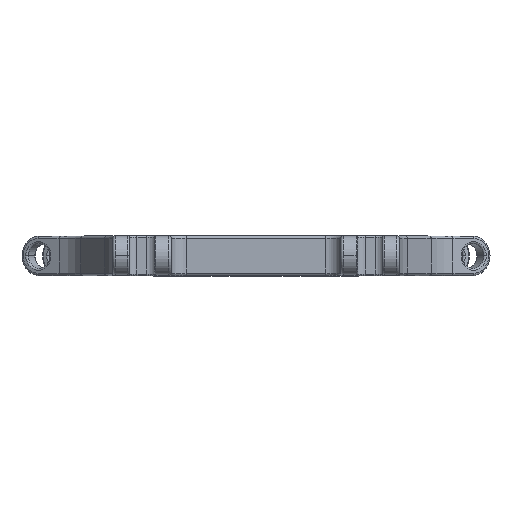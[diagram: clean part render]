
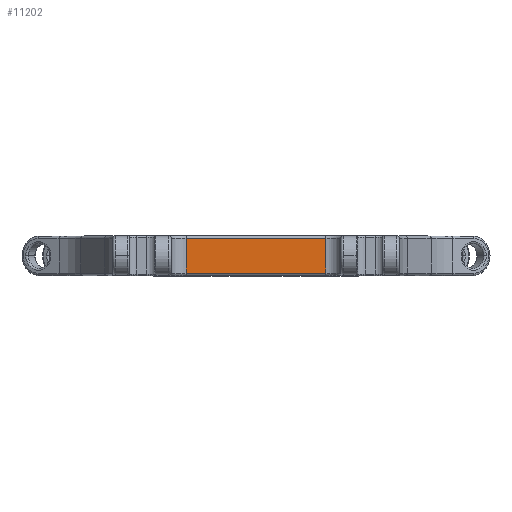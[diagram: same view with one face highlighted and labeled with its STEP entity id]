
A CAD part, top view. The second image highlights one B-rep face of the part: STEP entity #11202.
In plain terms, the highlighted planar face has unit normal (0, 0, 1).
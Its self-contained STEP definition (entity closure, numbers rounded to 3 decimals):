
#250 = LINE ( 'NONE', #11310, #8594 ) ;
#708 = ORIENTED_EDGE ( 'NONE', *, *, #8941, .T. ) ;
#862 = DIRECTION ( 'NONE',  ( -1., 0., 0. ) ) ;
#898 = PLANE ( 'NONE',  #14005 ) ;
#1337 = CARTESIAN_POINT ( 'NONE',  ( -14.1, 0.5, 26. ) ) ;
#2387 = VERTEX_POINT ( 'NONE', #4238 ) ;
#2968 = VECTOR ( 'NONE', #8559, 1000. ) ;
#3058 = VERTEX_POINT ( 'NONE', #11698 ) ;
#4238 = CARTESIAN_POINT ( 'NONE',  ( -14.1, 7.5, 26. ) ) ;
#4260 = DIRECTION ( 'NONE',  ( 1., 0., 0. ) ) ;
#4450 = CARTESIAN_POINT ( 'NONE',  ( 0., 0., 26. ) ) ;
#4711 = VERTEX_POINT ( 'NONE', #1337 ) ;
#5209 = EDGE_CURVE ( 'NONE', #3058, #12218, #250, .T. ) ;
#5436 = CARTESIAN_POINT ( 'NONE',  ( 0., 7.5, 26. ) ) ;
#5629 = EDGE_CURVE ( 'NONE', #12218, #2387, #6268, .T. ) ;
#5749 = DIRECTION ( 'NONE',  ( 0., 1., 0. ) ) ;
#5796 = ORIENTED_EDGE ( 'NONE', *, *, #5629, .T. ) ;
#5858 = ORIENTED_EDGE ( 'NONE', *, *, #5209, .T. ) ;
#6083 = ORIENTED_EDGE ( 'NONE', *, *, #11838, .T. ) ;
#6268 = LINE ( 'NONE', #5436, #6788 ) ;
#6788 = VECTOR ( 'NONE', #862, 1000. ) ;
#7635 = DIRECTION ( 'NONE',  ( 0., 0., 1. ) ) ;
#8410 = LINE ( 'NONE', #11545, #11025 ) ;
#8559 = DIRECTION ( 'NONE',  ( 0., -1., 0. ) ) ;
#8594 = VECTOR ( 'NONE', #5749, 1000. ) ;
#8941 = EDGE_CURVE ( 'NONE', #2387, #4711, #9026, .T. ) ;
#8958 = EDGE_LOOP ( 'NONE', ( #708, #6083, #5858, #5796 ) ) ;
#9026 = LINE ( 'NONE', #9904, #2968 ) ;
#9904 = CARTESIAN_POINT ( 'NONE',  ( -14.1, 0., 26. ) ) ;
#10214 = CARTESIAN_POINT ( 'NONE',  ( 14.1, 7.5, 26. ) ) ;
#11025 = VECTOR ( 'NONE', #11147, 1000. ) ;
#11147 = DIRECTION ( 'NONE',  ( 1., 0., 0. ) ) ;
#11202 = ADVANCED_FACE ( 'NONE', ( #12641 ), #898, .T. ) ;
#11310 = CARTESIAN_POINT ( 'NONE',  ( 14.1, 0., 26. ) ) ;
#11545 = CARTESIAN_POINT ( 'NONE',  ( 14.1, 0.5, 26. ) ) ;
#11698 = CARTESIAN_POINT ( 'NONE',  ( 14.1, 0.5, 26. ) ) ;
#11838 = EDGE_CURVE ( 'NONE', #4711, #3058, #8410, .T. ) ;
#12218 = VERTEX_POINT ( 'NONE', #10214 ) ;
#12641 = FACE_OUTER_BOUND ( 'NONE', #8958, .T. ) ;
#14005 = AXIS2_PLACEMENT_3D ( 'NONE', #4450, #7635, #4260 ) ;
